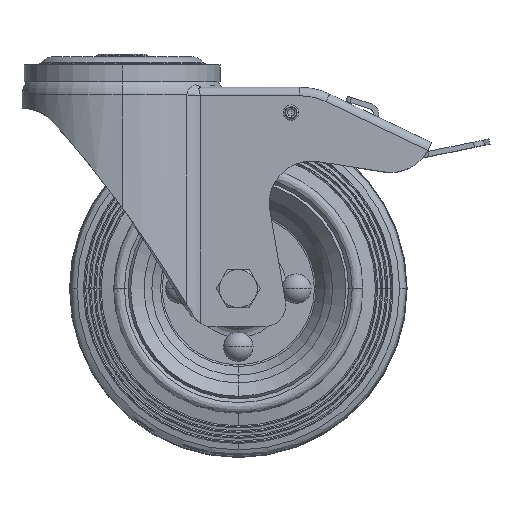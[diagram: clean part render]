
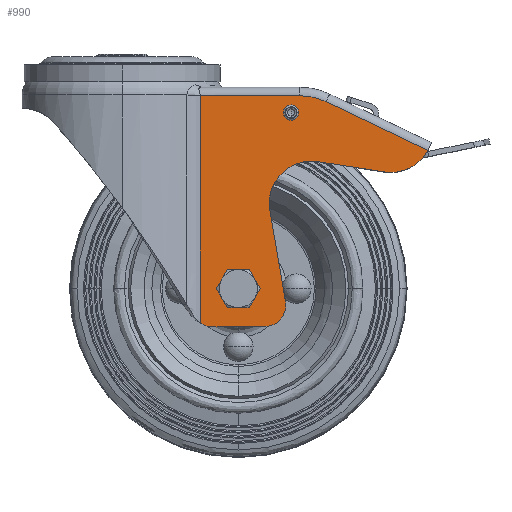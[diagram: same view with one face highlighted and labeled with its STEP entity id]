
A CAD part, top view. The second image highlights one B-rep face of the part: STEP entity #990.
In plain terms, the highlighted planar face has unit normal (0, 0, 1).
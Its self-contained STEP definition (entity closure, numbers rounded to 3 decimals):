
#161 = CIRCLE ( 'NONE', #12248, 6.1 ) ;
#195 = AXIS2_PLACEMENT_3D ( 'NONE', #31939, #20970, #11990 ) ;
#335 = CARTESIAN_POINT ( 'NONE',  ( 77.362, -117.317, 34. ) ) ;
#438 = DIRECTION ( 'NONE',  ( 0.88, -0.475, 0. ) ) ;
#490 = AXIS2_PLACEMENT_3D ( 'NONE', #33044, #15170, #18705 ) ;
#990 = ADVANCED_FACE ( 'NONE', ( #1639, #28369, #2338 ), #5559, .T. ) ;
#1500 = CARTESIAN_POINT ( 'NONE',  ( 37.015, -19.6, 34. ) ) ;
#1639 = FACE_BOUND ( 'NONE', #17645, .T. ) ;
#1683 = DIRECTION ( 'NONE',  ( 0., -1., 0. ) ) ;
#1897 = ORIENTED_EDGE ( 'NONE', *, *, #31403, .F. ) ;
#1909 = DIRECTION ( 'NONE',  ( 0., 1., 0. ) ) ;
#2338 = FACE_OUTER_BOUND ( 'NONE', #21860, .T. ) ;
#2559 = CARTESIAN_POINT ( 'NONE',  ( 37.017, -127.36, 34. ) ) ;
#2655 = CIRCLE ( 'NONE', #22548, 6.1 ) ;
#2670 = DIRECTION ( 'NONE',  ( -1., 0., 0. ) ) ;
#2731 = VECTOR ( 'NONE', #29875, 1000. ) ;
#2859 = VERTEX_POINT ( 'NONE', #22330 ) ;
#3051 = EDGE_CURVE ( 'NONE', #36602, #8835, #7368, .T. ) ;
#3063 = CARTESIAN_POINT ( 'NONE',  ( 127.267, -35.95, 34. ) ) ;
#3648 = ORIENTED_EDGE ( 'NONE', *, *, #13410, .F. ) ;
#4368 = DIRECTION ( 'NONE',  ( 0., 0., -1. ) ) ;
#4549 = ORIENTED_EDGE ( 'NONE', *, *, #21510, .F. ) ;
#4947 = AXIS2_PLACEMENT_3D ( 'NONE', #35634, #10373, #12832 ) ;
#5401 = EDGE_CURVE ( 'NONE', #36452, #7706, #13817, .T. ) ;
#5559 = PLANE ( 'NONE',  #15374 ) ;
#5587 = ORIENTED_EDGE ( 'NONE', *, *, #32052, .F. ) ;
#6253 = ORIENTED_EDGE ( 'NONE', *, *, #34083, .F. ) ;
#6395 = ORIENTED_EDGE ( 'NONE', *, *, #5401, .F. ) ;
#6699 = CIRCLE ( 'NONE', #26521, 20. ) ;
#6715 = ORIENTED_EDGE ( 'NONE', *, *, #26633, .F. ) ;
#7010 = CARTESIAN_POINT ( 'NONE',  ( 42.504, -119., 34. ) ) ;
#7247 = CARTESIAN_POINT ( 'NONE',  ( 84.103, -48.6, 34. ) ) ;
#7252 = LINE ( 'NONE', #8001, #35543 ) ;
#7314 = AXIS2_PLACEMENT_3D ( 'NONE', #7247, #4368, #1909 ) ;
#7368 = CIRCLE ( 'NONE', #33233, 10. ) ;
#7706 = VERTEX_POINT ( 'NONE', #8284 ) ;
#7760 = CARTESIAN_POINT ( 'NONE',  ( 61.1, -111., 34. ) ) ;
#8001 = CARTESIAN_POINT ( 'NONE',  ( 96.588, -22.425, 34. ) ) ;
#8272 = VERTEX_POINT ( 'NONE', #34641 ) ;
#8284 = CARTESIAN_POINT ( 'NONE',  ( 77.4, -27.6, 34. ) ) ;
#8685 = ORIENTED_EDGE ( 'NONE', *, *, #16289, .F. ) ;
#8835 = VERTEX_POINT ( 'NONE', #2559 ) ;
#8905 = CARTESIAN_POINT ( 'NONE',  ( 82.6, -27.6, 34. ) ) ;
#8964 = CARTESIAN_POINT ( 'NONE',  ( 144.865, -45.452, 34. ) ) ;
#8998 = CARTESIAN_POINT ( 'NONE',  ( 84.103, -19.6, 34. ) ) ;
#9085 = DIRECTION ( 'NONE',  ( -1., 0., 0. ) ) ;
#9280 = ORIENTED_EDGE ( 'NONE', *, *, #30663, .F. ) ;
#9397 = LINE ( 'NONE', #26491, #34064 ) ;
#10251 = CIRCLE ( 'NONE', #25241, 10. ) ;
#10373 = DIRECTION ( 'NONE',  ( 0., 0., 1. ) ) ;
#11990 = DIRECTION ( 'NONE',  ( 0.986, 0.168, 0. ) ) ;
#12248 = AXIS2_PLACEMENT_3D ( 'NONE', #28466, #33068, #21743 ) ;
#12832 = DIRECTION ( 'NONE',  ( -1., 0., 0. ) ) ;
#13410 = EDGE_CURVE ( 'NONE', #23017, #20356, #161, .T. ) ;
#13817 = CIRCLE ( 'NONE', #490, 2.6 ) ;
#13869 = CARTESIAN_POINT ( 'NONE',  ( 89.677, -70.6, 34. ) ) ;
#13908 = DIRECTION ( 'NONE',  ( 0., 0., 1. ) ) ;
#14740 = DIRECTION ( 'NONE',  ( 0., 0., 1. ) ) ;
#14843 = DIRECTION ( 'NONE',  ( -1., 0., 0. ) ) ;
#14846 = CIRCLE ( 'NONE', #19608, 20. ) ;
#14922 = CARTESIAN_POINT ( 'NONE',  ( 37.015, -19.6, 34. ) ) ;
#15170 = DIRECTION ( 'NONE',  ( 0., 0., 1. ) ) ;
#15374 = AXIS2_PLACEMENT_3D ( 'NONE', #17111, #13908, #28554 ) ;
#15968 = EDGE_LOOP ( 'NONE', ( #3648, #8685 ) ) ;
#16132 = DIRECTION ( 'NONE',  ( 0.903, -0.431, 0. ) ) ;
#16252 = EDGE_CURVE ( 'NONE', #31699, #8835, #26876, .T. ) ;
#16289 = EDGE_CURVE ( 'NONE', #20356, #23017, #2655, .T. ) ;
#16467 = EDGE_CURVE ( 'NONE', #18047, #31699, #22916, .T. ) ;
#16905 = LINE ( 'NONE', #31175, #32938 ) ;
#17111 = CARTESIAN_POINT ( 'NONE',  ( 0., -165.6, 34. ) ) ;
#17645 = EDGE_LOOP ( 'NONE', ( #6253, #6395 ) ) ;
#17775 = VERTEX_POINT ( 'NONE', #18433 ) ;
#18047 = VERTEX_POINT ( 'NONE', #30993 ) ;
#18433 = CARTESIAN_POINT ( 'NONE',  ( 69.962, -73.965, 34. ) ) ;
#18461 = EDGE_CURVE ( 'NONE', #35388, #24580, #35174, .T. ) ;
#18705 = DIRECTION ( 'NONE',  ( -1., 0., 0. ) ) ;
#18768 = ORIENTED_EDGE ( 'NONE', *, *, #18461, .F. ) ;
#18846 = ORIENTED_EDGE ( 'NONE', *, *, #16252, .T. ) ;
#19283 = VERTEX_POINT ( 'NONE', #28164 ) ;
#19608 = AXIS2_PLACEMENT_3D ( 'NONE', #13869, #36490, #25296 ) ;
#20275 = VERTEX_POINT ( 'NONE', #8964 ) ;
#20356 = VERTEX_POINT ( 'NONE', #7760 ) ;
#20970 = DIRECTION ( 'NONE',  ( 0., 0., -1. ) ) ;
#21510 = EDGE_CURVE ( 'NONE', #24580, #2859, #16905, .T. ) ;
#21743 = DIRECTION ( 'NONE',  ( -1., 0., 0. ) ) ;
#21747 = CARTESIAN_POINT ( 'NONE',  ( 69.962, -73.965, 34. ) ) ;
#21860 = EDGE_LOOP ( 'NONE', ( #18768, #31430, #33646, #6715, #5587, #1897, #9280, #22740, #18846, #26003, #25740, #4549 ) ) ;
#22330 = CARTESIAN_POINT ( 'NONE',  ( 42.504, -129., 34. ) ) ;
#22548 = AXIS2_PLACEMENT_3D ( 'NONE', #29037, #14740, #9085 ) ;
#22740 = ORIENTED_EDGE ( 'NONE', *, *, #16467, .T. ) ;
#22916 = LINE ( 'NONE', #8998, #27375 ) ;
#23017 = VERTEX_POINT ( 'NONE', #34633 ) ;
#23694 = DIRECTION ( 'NONE',  ( -0.988, 0.153, 0. ) ) ;
#23741 = CARTESIAN_POINT ( 'NONE',  ( 37.016, -91.44, 34. ) ) ;
#23971 = EDGE_CURVE ( 'NONE', #2859, #36602, #10251, .T. ) ;
#24136 = DIRECTION ( 'NONE',  ( 0., 0., -1. ) ) ;
#24580 = VERTEX_POINT ( 'NONE', #36067 ) ;
#25241 = AXIS2_PLACEMENT_3D ( 'NONE', #7010, #24136, #1683 ) ;
#25296 = DIRECTION ( 'NONE',  ( 0.153, 0.988, 0. ) ) ;
#25740 = ORIENTED_EDGE ( 'NONE', *, *, #23971, .F. ) ;
#26003 = ORIENTED_EDGE ( 'NONE', *, *, #3051, .F. ) ;
#26491 = CARTESIAN_POINT ( 'NONE',  ( 124.202, -55.714, 34. ) ) ;
#26521 = AXIS2_PLACEMENT_3D ( 'NONE', #3063, #34419, #438 ) ;
#26633 = EDGE_CURVE ( 'NONE', #8272, #30591, #9397, .T. ) ;
#26729 = CARTESIAN_POINT ( 'NONE',  ( 37.017, -127.36, 34. ) ) ;
#26876 = B_SPLINE_CURVE_WITH_KNOTS ( 'NONE', 3,
 ( #14922, #34897, #23741, #26729 ),
 .UNSPECIFIED., .F., .F.,
 ( 4, 4 ),
 ( 0., 1. ),
 .UNSPECIFIED. ) ;
#27375 = VECTOR ( 'NONE', #14843, 1000. ) ;
#27644 = EDGE_CURVE ( 'NONE', #30591, #17775, #14846, .T. ) ;
#27919 = CARTESIAN_POINT ( 'NONE',  ( 42.504, -119., 34. ) ) ;
#28097 = DIRECTION ( 'NONE',  ( 0., 0., -1. ) ) ;
#28164 = CARTESIAN_POINT ( 'NONE',  ( 96.588, -22.425, 34. ) ) ;
#28369 = FACE_BOUND ( 'NONE', #15968, .T. ) ;
#28466 = CARTESIAN_POINT ( 'NONE',  ( 55., -111., 34. ) ) ;
#28554 = DIRECTION ( 'NONE',  ( 1., 0., 0. ) ) ;
#29037 = CARTESIAN_POINT ( 'NONE',  ( 55., -111., 34. ) ) ;
#29296 = CARTESIAN_POINT ( 'NONE',  ( 92.741, -50.836, 34. ) ) ;
#29875 = DIRECTION ( 'NONE',  ( 0.168, -0.986, 0. ) ) ;
#30169 = CIRCLE ( 'NONE', #7314, 29. ) ;
#30591 = VERTEX_POINT ( 'NONE', #29296 ) ;
#30663 = EDGE_CURVE ( 'NONE', #18047, #19283, #30169, .T. ) ;
#30993 = CARTESIAN_POINT ( 'NONE',  ( 84.103, -19.6, 34. ) ) ;
#31175 = CARTESIAN_POINT ( 'NONE',  ( 67.504, -129., 34. ) ) ;
#31403 = EDGE_CURVE ( 'NONE', #19283, #20275, #7252, .T. ) ;
#31430 = ORIENTED_EDGE ( 'NONE', *, *, #35265, .F. ) ;
#31699 = VERTEX_POINT ( 'NONE', #1500 ) ;
#31939 = CARTESIAN_POINT ( 'NONE',  ( 67.504, -119., 34. ) ) ;
#32052 = EDGE_CURVE ( 'NONE', #20275, #8272, #6699, .T. ) ;
#32938 = VECTOR ( 'NONE', #2670, 1000. ) ;
#33044 = CARTESIAN_POINT ( 'NONE',  ( 80., -27.6, 34. ) ) ;
#33068 = DIRECTION ( 'NONE',  ( 0., 0., 1. ) ) ;
#33233 = AXIS2_PLACEMENT_3D ( 'NONE', #27919, #28097, #36084 ) ;
#33646 = ORIENTED_EDGE ( 'NONE', *, *, #27644, .F. ) ;
#34064 = VECTOR ( 'NONE', #23694, 1000. ) ;
#34083 = EDGE_CURVE ( 'NONE', #7706, #36452, #36915, .T. ) ;
#34419 = DIRECTION ( 'NONE',  ( 0., 0., -1. ) ) ;
#34633 = CARTESIAN_POINT ( 'NONE',  ( 48.9, -111., 34. ) ) ;
#34641 = CARTESIAN_POINT ( 'NONE',  ( 124.202, -55.714, 34. ) ) ;
#34897 = CARTESIAN_POINT ( 'NONE',  ( 37.016, -55.52, 34. ) ) ;
#35174 = CIRCLE ( 'NONE', #195, 10. ) ;
#35265 = EDGE_CURVE ( 'NONE', #17775, #35388, #36110, .T. ) ;
#35388 = VERTEX_POINT ( 'NONE', #335 ) ;
#35543 = VECTOR ( 'NONE', #16132, 1000. ) ;
#35634 = CARTESIAN_POINT ( 'NONE',  ( 80., -27.6, 34. ) ) ;
#36067 = CARTESIAN_POINT ( 'NONE',  ( 67.504, -129., 34. ) ) ;
#36084 = DIRECTION ( 'NONE',  ( 0., -1., 0. ) ) ;
#36110 = LINE ( 'NONE', #21747, #2731 ) ;
#36452 = VERTEX_POINT ( 'NONE', #8905 ) ;
#36490 = DIRECTION ( 'NONE',  ( 0., 0., 1. ) ) ;
#36602 = VERTEX_POINT ( 'NONE', #36777 ) ;
#36777 = CARTESIAN_POINT ( 'NONE',  ( 42.504, -129., 34. ) ) ;
#36915 = CIRCLE ( 'NONE', #4947, 2.6 ) ;
